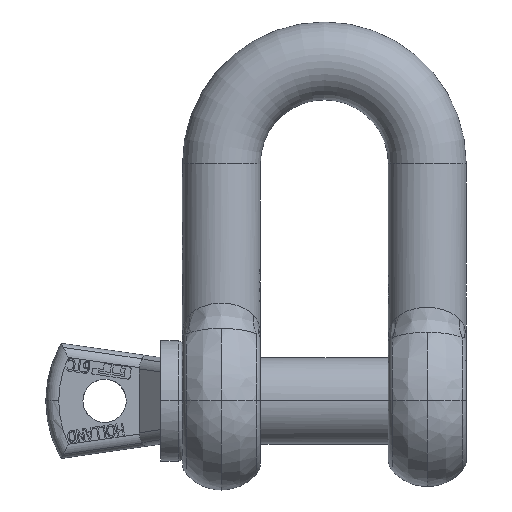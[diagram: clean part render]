
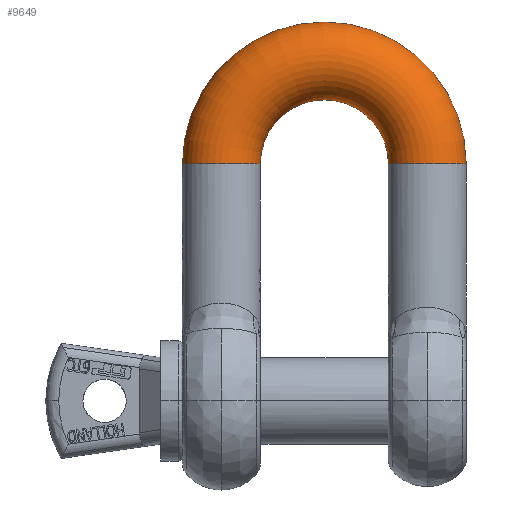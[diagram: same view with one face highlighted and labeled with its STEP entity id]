
A CAD part, top view. The second image highlights one B-rep face of the part: STEP entity #9649.
In plain terms, the highlighted toroidal (fillet/blend) face has major radius 59.5 mm and minor radius 22.5 mm.
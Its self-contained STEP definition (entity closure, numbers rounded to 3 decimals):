
#4460=AXIS2_PLACEMENT_3D('Circle Axis2P3D',#4458,#4459,$) ;
#7750=AXIS2_PLACEMENT_3D('Circle Axis2P3D',#7748,#7749,$) ;
#7764=AXIS2_PLACEMENT_3D('Circle Axis2P3D',#7762,#7763,$) ;
#9636=AXIS2_PLACEMENT_3D('Torus Axis2P3D',#9633,#9634,#9635) ;
#9640=AXIS2_PLACEMENT_3D('Circle Axis2P3D',#9638,#9639,$) ;
#2332=CARTESIAN_POINT('Vertex',(82.,137.,0.)) ;
#3327=CARTESIAN_POINT('Vertex',(37.,137.,0.)) ;
#4458=CARTESIAN_POINT('Axis2P3D Location',(59.5,137.,0.)) ;
#7748=CARTESIAN_POINT('Axis2P3D Location',(0.,137.,0.)) ;
#7752=CARTESIAN_POINT('Vertex',(-37.,137.,0.)) ;
#7759=CARTESIAN_POINT('Vertex',(-82.,137.,0.)) ;
#7762=CARTESIAN_POINT('Axis2P3D Location',(0.,137.,0.)) ;
#9633=CARTESIAN_POINT('Axis2P3D Location',(0.,137.,0.)) ;
#9638=CARTESIAN_POINT('Axis2P3D Location',(-59.5,137.,0.)) ;
#4459=DIRECTION('Axis2P3D Direction',(0.,-1.,0.)) ;
#7749=DIRECTION('Axis2P3D Direction',(0.,0.,-1.)) ;
#7763=DIRECTION('Axis2P3D Direction',(0.,0.,-1.)) ;
#9634=DIRECTION('Axis2P3D Direction',(0.,0.,-1.)) ;
#9635=DIRECTION('Axis2P3D XDirection',(-1.,0.,0.)) ;
#9639=DIRECTION('Axis2P3D Direction',(0.,-1.,0.)) ;
#9644=ORIENTED_EDGE('',*,*,#7766,.F.) ;
#9645=ORIENTED_EDGE('',*,*,#9642,.F.) ;
#9646=ORIENTED_EDGE('',*,*,#7754,.F.) ;
#9647=ORIENTED_EDGE('',*,*,#4462,.T.) ;
#9649=ADVANCED_FACE('',(#9648),#9637,.T.) ;
#4461=CIRCLE('generated circle',#4460,22.5) ;
#7751=CIRCLE('generated circle',#7750,37.) ;
#7765=CIRCLE('generated circle',#7764,82.) ;
#9641=CIRCLE('generated circle',#9640,22.5) ;
#9637=TOROIDAL_SURFACE('homeo Torus',#9636,59.5,22.5) ;
#4462=EDGE_CURVE('',#3328,#2333,#4461,.F.) ;
#7754=EDGE_CURVE('',#3328,#7753,#7751,.F.) ;
#7766=EDGE_CURVE('',#7760,#2333,#7765,.T.) ;
#9642=EDGE_CURVE('',#7753,#7760,#9641,.T.) ;
#9643=EDGE_LOOP('',(#9644,#9645,#9646,#9647)) ;
#9648=FACE_OUTER_BOUND('',#9643,.T.) ;
#2333=VERTEX_POINT('',#2332) ;
#3328=VERTEX_POINT('',#3327) ;
#7753=VERTEX_POINT('',#7752) ;
#7760=VERTEX_POINT('',#7759) ;
